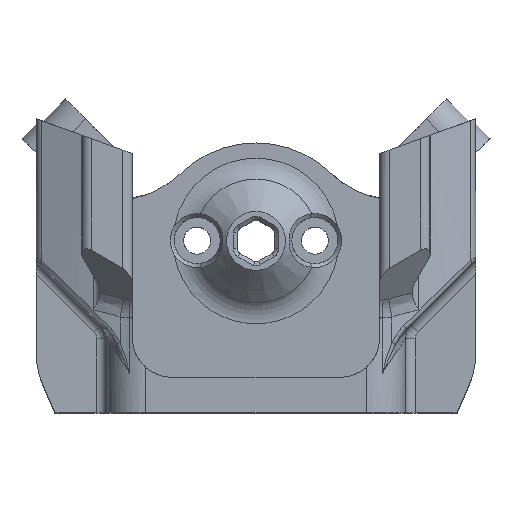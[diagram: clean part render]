
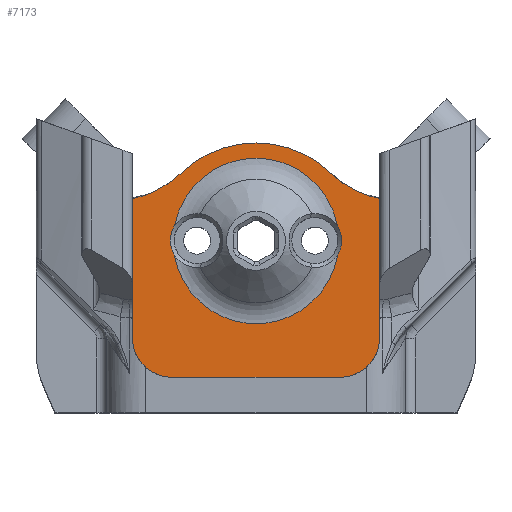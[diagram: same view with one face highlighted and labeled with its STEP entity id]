
A CAD part, top view. The second image highlights one B-rep face of the part: STEP entity #7173.
In plain terms, the highlighted planar face has unit normal (0, 0, 1).
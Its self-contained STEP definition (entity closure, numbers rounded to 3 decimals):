
#56=FACE_BOUND('',#1197,.T.);
#769=FACE_OUTER_BOUND('',#1196,.T.);
#1196=EDGE_LOOP('',(#5989,#5990,#5991,#5992,#5993,#5994,#5995,#5996,#5997,
#5998,#5999,#6000));
#1197=EDGE_LOOP('',(#6001,#6002,#6003,#6004));
#1676=LINE('',#28312,#2159);
#1690=LINE('',#28570,#2173);
#1699=LINE('',#28729,#2182);
#2159=VECTOR('',#9419,10.);
#2173=VECTOR('',#9467,10.876);
#2182=VECTOR('',#9522,17.201);
#2505=CIRCLE('',#7860,11.);
#2506=CIRCLE('',#7861,11.);
#2507=CIRCLE('',#7862,4.);
#2508=CIRCLE('',#7863,4.);
#2509=CIRCLE('',#7864,8.443);
#2510=CIRCLE('',#7865,8.443);
#2675=B_SPLINE_CURVE_WITH_KNOTS('',3,(#28304,#28305,#28306,#28307,#28308,
#28309),.UNSPECIFIED.,.F.,.F.,(4,2,4),(0.085,0.146,
0.218),.UNSPECIFIED.);
#2681=B_SPLINE_CURVE_WITH_KNOTS('',3,(#28460,#28461,#28462,#28463),
 .UNSPECIFIED.,.F.,.F.,(4,4),(-0.62,-0.6),
 .UNSPECIFIED.);
#2682=B_SPLINE_CURVE_WITH_KNOTS('',3,(#28465,#28466,#28467,#28468),
 .UNSPECIFIED.,.F.,.F.,(4,4),(-1.19,-0.621),
 .UNSPECIFIED.);
#2687=B_SPLINE_CURVE_WITH_KNOTS('',3,(#28521,#28522,#28523,#28524,#28525,
#28526),.UNSPECIFIED.,.F.,.F.,(4,2,4),(0.,0.146,0.155),
 .UNSPECIFIED.);
#2698=B_SPLINE_CURVE_WITH_KNOTS('',3,(#28719,#28720,#28721,#28722),
 .UNSPECIFIED.,.F.,.F.,(4,4),(0.,0.59),.UNSPECIFIED.);
#2699=B_SPLINE_CURVE_WITH_KNOTS('',3,(#28735,#28736,#28737,#28738,#28739,
#28740,#28741,#28742,#28743,#28744),.UNSPECIFIED.,.F.,.F.,(4,2,2,2,4),(-1.071,
-0.971,-0.724,-0.492,-0.374),
 .UNSPECIFIED.);
#2700=B_SPLINE_CURVE_WITH_KNOTS('',3,(#28747,#28748,#28749,#28750,#28751,
#28752,#28753,#28754,#28755,#28756),.UNSPECIFIED.,.F.,.F.,(4,2,2,2,4),(-0.314,
-0.259,-0.157,-0.056,0.),
 .UNSPECIFIED.);
#3260=VERTEX_POINT('',#28285);
#3261=VERTEX_POINT('',#28299);
#3262=VERTEX_POINT('',#28311);
#3275=VERTEX_POINT('',#28459);
#3276=VERTEX_POINT('',#28464);
#3280=VERTEX_POINT('',#28519);
#3281=VERTEX_POINT('',#28520);
#3291=VERTEX_POINT('',#28569);
#3309=VERTEX_POINT('',#28718);
#3310=VERTEX_POINT('',#28723);
#3311=VERTEX_POINT('',#28726);
#3312=VERTEX_POINT('',#28728);
#3313=VERTEX_POINT('',#28731);
#3314=VERTEX_POINT('',#28732);
#3315=VERTEX_POINT('',#28734);
#3316=VERTEX_POINT('',#28745);
#4223=EDGE_CURVE('',#3260,#3261,#2675,.T.);
#4224=EDGE_CURVE('',#3262,#3261,#1676,.T.);
#4244=EDGE_CURVE('',#3260,#3275,#2681,.F.);
#4245=EDGE_CURVE('',#3276,#3275,#2682,.T.);
#4252=EDGE_CURVE('',#3280,#3281,#2687,.T.);
#4264=EDGE_CURVE('',#3280,#3291,#1690,.T.);
#4292=EDGE_CURVE('',#3309,#3281,#2698,.T.);
#4293=EDGE_CURVE('',#3309,#3310,#2505,.T.);
#4294=EDGE_CURVE('',#3310,#3276,#2506,.T.);
#4295=EDGE_CURVE('',#3311,#3262,#2507,.T.);
#4296=EDGE_CURVE('',#3311,#3312,#1699,.T.);
#4297=EDGE_CURVE('',#3291,#3312,#2508,.T.);
#4298=EDGE_CURVE('',#3313,#3314,#2509,.T.);
#4299=EDGE_CURVE('',#3313,#3315,#2699,.T.);
#4300=EDGE_CURVE('',#3316,#3315,#2510,.T.);
#4301=EDGE_CURVE('',#3316,#3314,#2700,.T.);
#5989=ORIENTED_EDGE('',*,*,#4264,.F.);
#5990=ORIENTED_EDGE('',*,*,#4252,.T.);
#5991=ORIENTED_EDGE('',*,*,#4292,.F.);
#5992=ORIENTED_EDGE('',*,*,#4293,.T.);
#5993=ORIENTED_EDGE('',*,*,#4294,.T.);
#5994=ORIENTED_EDGE('',*,*,#4245,.T.);
#5995=ORIENTED_EDGE('',*,*,#4244,.F.);
#5996=ORIENTED_EDGE('',*,*,#4223,.T.);
#5997=ORIENTED_EDGE('',*,*,#4224,.F.);
#5998=ORIENTED_EDGE('',*,*,#4295,.F.);
#5999=ORIENTED_EDGE('',*,*,#4296,.T.);
#6000=ORIENTED_EDGE('',*,*,#4297,.F.);
#6001=ORIENTED_EDGE('',*,*,#4298,.F.);
#6002=ORIENTED_EDGE('',*,*,#4299,.T.);
#6003=ORIENTED_EDGE('',*,*,#4300,.F.);
#6004=ORIENTED_EDGE('',*,*,#4301,.T.);
#6834=PLANE('',#7859);
#7173=ADVANCED_FACE('',(#769,#56),#6834,.T.);
#7859=AXIS2_PLACEMENT_3D('',#28717,#9514,#9515);
#7860=AXIS2_PLACEMENT_3D('',#28724,#9516,#9517);
#7861=AXIS2_PLACEMENT_3D('',#28725,#9518,#9519);
#7862=AXIS2_PLACEMENT_3D('',#28727,#9520,#9521);
#7863=AXIS2_PLACEMENT_3D('',#28730,#9523,#9524);
#7864=AXIS2_PLACEMENT_3D('',#28733,#9525,#9526);
#7865=AXIS2_PLACEMENT_3D('',#28746,#9527,#9528);
#9419=DIRECTION('',(0.,1.,0.));
#9467=DIRECTION('',(0.,-1.,0.));
#9514=DIRECTION('center_axis',(0.,0.,1.));
#9515=DIRECTION('ref_axis',(1.,0.,0.));
#9516=DIRECTION('center_axis',(0.,0.,1.));
#9517=DIRECTION('ref_axis',(-1.,0.,0.));
#9518=DIRECTION('center_axis',(0.,0.,1.));
#9519=DIRECTION('ref_axis',(1.,0.,0.));
#9520=DIRECTION('center_axis',(0.,0.,-1.));
#9521=DIRECTION('ref_axis',(0.,-1.,0.));
#9522=DIRECTION('',(1.,0.,0.));
#9523=DIRECTION('center_axis',(0.,0.,-1.));
#9524=DIRECTION('ref_axis',(-1.,0.,0.));
#9525=DIRECTION('center_axis',(0.,0.,1.));
#9526=DIRECTION('ref_axis',(1.,0.,0.));
#9527=DIRECTION('center_axis',(0.,0.,1.));
#9528=DIRECTION('ref_axis',(1.,0.,0.));
#28285=CARTESIAN_POINT('',(-302.797,61.723,192.127));
#28299=CARTESIAN_POINT('',(-302.6,60.295,192.127));
#28304=CARTESIAN_POINT('Ctrl Pts',(-302.797,61.723,192.127));
#28305=CARTESIAN_POINT('Ctrl Pts',(-302.759,61.523,192.127));
#28306=CARTESIAN_POINT('Ctrl Pts',(-302.716,61.32,192.127));
#28307=CARTESIAN_POINT('Ctrl Pts',(-302.636,60.856,192.127));
#28308=CARTESIAN_POINT('Ctrl Pts',(-302.6,60.582,192.127));
#28309=CARTESIAN_POINT('Ctrl Pts',(-302.6,60.295,192.127));
#28311=CARTESIAN_POINT('',(-302.6,47.55,192.127));
#28312=CARTESIAN_POINT('',(-302.6,44.94,192.127));
#28459=CARTESIAN_POINT('',(-302.6,61.761,192.127));
#28460=CARTESIAN_POINT('Ctrl Pts',(-302.6,61.761,192.127));
#28461=CARTESIAN_POINT('Ctrl Pts',(-302.666,61.748,192.127));
#28462=CARTESIAN_POINT('Ctrl Pts',(-302.731,61.735,192.127));
#28463=CARTESIAN_POINT('Ctrl Pts',(-302.797,61.723,192.127));
#28464=CARTESIAN_POINT('',(-297.638,64.366,192.127));
#28465=CARTESIAN_POINT('Ctrl Pts',(-297.638,64.366,192.127));
#28466=CARTESIAN_POINT('Ctrl Pts',(-299.,63.051,192.127));
#28467=CARTESIAN_POINT('Ctrl Pts',(-300.748,62.143,192.127));
#28468=CARTESIAN_POINT('Ctrl Pts',(-302.601,61.763,192.127));
#28519=CARTESIAN_POINT('',(-277.4,60.295,192.127));
#28520=CARTESIAN_POINT('',(-277.203,61.723,192.127));
#28521=CARTESIAN_POINT('Ctrl Pts',(-277.4,60.295,192.127));
#28522=CARTESIAN_POINT('Ctrl Pts',(-277.4,60.782,192.127));
#28523=CARTESIAN_POINT('Ctrl Pts',(-277.298,61.233,192.127));
#28524=CARTESIAN_POINT('Ctrl Pts',(-277.212,61.676,192.127));
#28525=CARTESIAN_POINT('Ctrl Pts',(-277.208,61.699,192.127));
#28526=CARTESIAN_POINT('Ctrl Pts',(-277.203,61.723,192.127));
#28569=CARTESIAN_POINT('',(-277.4,47.55,192.127));
#28570=CARTESIAN_POINT('',(-277.4,58.426,192.127));
#28717=CARTESIAN_POINT('Origin',(-290.001,42.929,192.127));
#28718=CARTESIAN_POINT('',(-282.362,64.366,192.127));
#28719=CARTESIAN_POINT('Ctrl Pts',(-282.362,64.366,192.127));
#28720=CARTESIAN_POINT('Ctrl Pts',(-280.952,63.005,192.127));
#28721=CARTESIAN_POINT('Ctrl Pts',(-279.129,62.08,192.127));
#28722=CARTESIAN_POINT('Ctrl Pts',(-277.202,61.725,192.127));
#28723=CARTESIAN_POINT('',(-290.,67.45,192.127));
#28724=CARTESIAN_POINT('Origin',(-290.,56.45,192.127));
#28725=CARTESIAN_POINT('Origin',(-290.,56.45,192.127));
#28726=CARTESIAN_POINT('',(-298.6,43.55,192.127));
#28727=CARTESIAN_POINT('Origin',(-298.6,47.55,192.127));
#28728=CARTESIAN_POINT('',(-281.4,43.55,192.127));
#28729=CARTESIAN_POINT('',(-298.6,43.55,192.127));
#28730=CARTESIAN_POINT('Origin',(-281.4,47.55,192.127));
#28731=CARTESIAN_POINT('',(-298.32,56.016,192.127));
#28732=CARTESIAN_POINT('',(-281.68,56.016,192.127));
#28733=CARTESIAN_POINT('Origin',(-290.,57.45,192.127));
#28734=CARTESIAN_POINT('',(-298.299,58.999,192.127));
#28735=CARTESIAN_POINT('Ctrl Pts',(-298.32,56.017,192.127));
#28736=CARTESIAN_POINT('Ctrl Pts',(-298.395,56.134,192.127));
#28737=CARTESIAN_POINT('Ctrl Pts',(-298.462,56.263,192.127));
#28738=CARTESIAN_POINT('Ctrl Pts',(-298.663,56.747,192.127));
#28739=CARTESIAN_POINT('Ctrl Pts',(-298.734,57.121,192.127));
#28740=CARTESIAN_POINT('Ctrl Pts',(-298.732,57.845,192.127));
#28741=CARTESIAN_POINT('Ctrl Pts',(-298.669,58.195,192.127));
#28742=CARTESIAN_POINT('Ctrl Pts',(-298.479,58.688,192.127));
#28743=CARTESIAN_POINT('Ctrl Pts',(-298.397,58.848,192.127));
#28744=CARTESIAN_POINT('Ctrl Pts',(-298.299,58.998,192.127));
#28745=CARTESIAN_POINT('',(-281.701,58.999,192.127));
#28746=CARTESIAN_POINT('Origin',(-290.,57.45,192.127));
#28747=CARTESIAN_POINT('Ctrl Pts',(-281.701,58.998,192.127));
#28748=CARTESIAN_POINT('Ctrl Pts',(-281.599,58.844,192.127));
#28749=CARTESIAN_POINT('Ctrl Pts',(-281.516,58.678,192.127));
#28750=CARTESIAN_POINT('Ctrl Pts',(-281.33,58.189,192.127));
#28751=CARTESIAN_POINT('Ctrl Pts',(-281.27,57.85,192.127));
#28752=CARTESIAN_POINT('Ctrl Pts',(-281.265,57.171,192.127));
#28753=CARTESIAN_POINT('Ctrl Pts',(-281.321,56.831,192.127));
#28754=CARTESIAN_POINT('Ctrl Pts',(-281.5,56.34,192.127));
#28755=CARTESIAN_POINT('Ctrl Pts',(-281.581,56.173,192.127));
#28756=CARTESIAN_POINT('Ctrl Pts',(-281.68,56.017,192.127));
